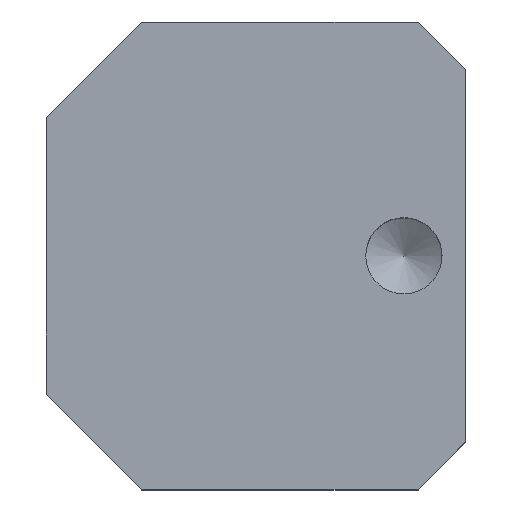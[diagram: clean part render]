
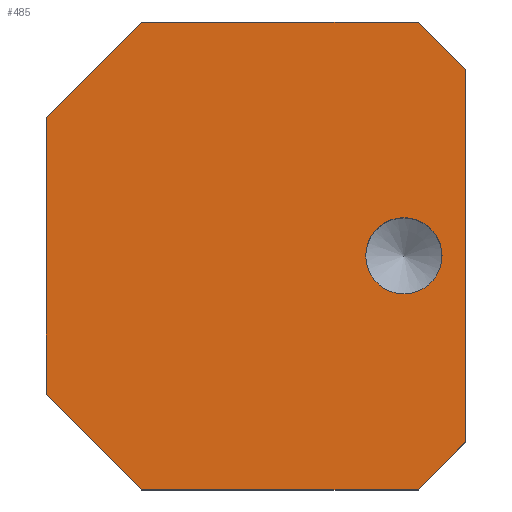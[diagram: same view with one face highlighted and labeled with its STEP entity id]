
A CAD part, top view. The second image highlights one B-rep face of the part: STEP entity #485.
In plain terms, the highlighted planar face has unit normal (0, 0, 1).
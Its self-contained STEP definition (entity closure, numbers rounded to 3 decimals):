
#15=FACE_BOUND('',#76,.T.);
#18=CIRCLE('',#521,0.8);
#47=FACE_OUTER_BOUND('',#75,.T.);
#75=EDGE_LOOP('',(#423,#424,#425,#426,#427,#428,#429,#430));
#76=EDGE_LOOP('',(#431));
#113=LINE('',#729,#175);
#126=LINE('',#762,#188);
#129=LINE('',#767,#191);
#131=LINE('',#771,#193);
#133=LINE('',#775,#195);
#135=LINE('',#779,#197);
#137=LINE('',#782,#199);
#138=LINE('',#784,#200);
#175=VECTOR('',#596,10.);
#188=VECTOR('',#627,10.);
#191=VECTOR('',#632,10.);
#193=VECTOR('',#636,10.);
#195=VECTOR('',#640,10.);
#197=VECTOR('',#644,10.);
#199=VECTOR('',#648,10.);
#200=VECTOR('',#651,10.);
#223=VERTEX_POINT('',#726);
#224=VERTEX_POINT('',#728);
#233=VERTEX_POINT('',#756);
#234=VERTEX_POINT('',#760);
#235=VERTEX_POINT('',#761);
#236=VERTEX_POINT('',#766);
#237=VERTEX_POINT('',#770);
#238=VERTEX_POINT('',#774);
#239=VERTEX_POINT('',#778);
#276=EDGE_CURVE('',#224,#223,#113,.T.);
#289=EDGE_CURVE('',#233,#233,#18,.T.);
#291=EDGE_CURVE('',#234,#235,#126,.T.);
#294=EDGE_CURVE('',#236,#235,#129,.T.);
#296=EDGE_CURVE('',#236,#237,#131,.T.);
#298=EDGE_CURVE('',#224,#238,#133,.T.);
#300=EDGE_CURVE('',#239,#223,#135,.T.);
#302=EDGE_CURVE('',#239,#237,#137,.T.);
#303=EDGE_CURVE('',#234,#238,#138,.T.);
#423=ORIENTED_EDGE('',*,*,#291,.F.);
#424=ORIENTED_EDGE('',*,*,#303,.T.);
#425=ORIENTED_EDGE('',*,*,#298,.F.);
#426=ORIENTED_EDGE('',*,*,#276,.T.);
#427=ORIENTED_EDGE('',*,*,#300,.F.);
#428=ORIENTED_EDGE('',*,*,#302,.T.);
#429=ORIENTED_EDGE('',*,*,#296,.F.);
#430=ORIENTED_EDGE('',*,*,#294,.T.);
#431=ORIENTED_EDGE('',*,*,#289,.T.);
#457=PLANE('',#529);
#485=ADVANCED_FACE('',(#47,#15),#457,.T.);
#521=AXIS2_PLACEMENT_3D('',#757,#622,#623);
#529=AXIS2_PLACEMENT_3D('',#785,#652,#653);
#596=DIRECTION('',(0.,-1.,0.));
#622=DIRECTION('center_axis',(0.,0.,-1.));
#623=DIRECTION('ref_axis',(1.,0.,0.));
#627=DIRECTION('',(0.707,-0.707,0.));
#632=DIRECTION('',(0.,1.,0.));
#636=DIRECTION('',(-0.707,-0.707,0.));
#640=DIRECTION('',(0.707,0.707,0.));
#644=DIRECTION('',(-0.707,0.707,0.));
#648=DIRECTION('',(1.,0.,0.));
#651=DIRECTION('',(-1.,0.,0.));
#652=DIRECTION('center_axis',(0.,0.,1.));
#653=DIRECTION('ref_axis',(1.,0.,0.));
#726=CARTESIAN_POINT('',(-4.4,-2.9,5.));
#728=CARTESIAN_POINT('',(-4.4,2.9,5.));
#729=CARTESIAN_POINT('',(-4.4,4.9,5.));
#756=CARTESIAN_POINT('',(2.3,0.,5.));
#757=CARTESIAN_POINT('Origin',(3.1,0.,5.));
#760=CARTESIAN_POINT('',(3.4,4.9,5.));
#761=CARTESIAN_POINT('',(4.4,3.9,5.));
#762=CARTESIAN_POINT('',(4.025,4.275,5.));
#766=CARTESIAN_POINT('',(4.4,-3.9,5.));
#767=CARTESIAN_POINT('',(4.4,-4.9,5.));
#770=CARTESIAN_POINT('',(3.4,-4.9,5.));
#771=CARTESIAN_POINT('',(4.025,-4.275,5.));
#774=CARTESIAN_POINT('',(-2.4,4.9,5.));
#775=CARTESIAN_POINT('',(-3.525,3.775,5.));
#778=CARTESIAN_POINT('',(-2.4,-4.9,5.));
#779=CARTESIAN_POINT('',(-3.525,-3.775,5.));
#782=CARTESIAN_POINT('',(-4.4,-4.9,5.));
#784=CARTESIAN_POINT('',(4.4,4.9,5.));
#785=CARTESIAN_POINT('Origin',(0.,0.,5.));
